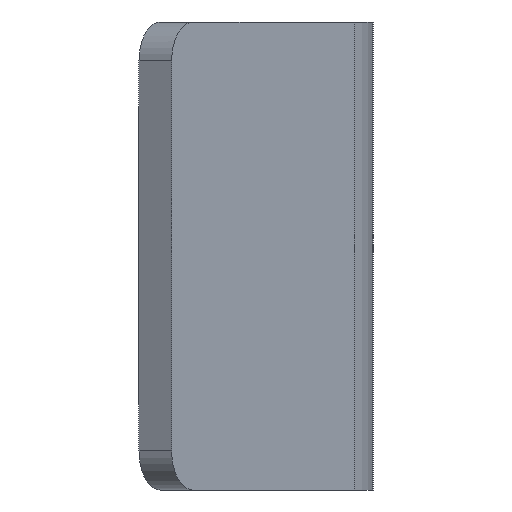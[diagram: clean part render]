
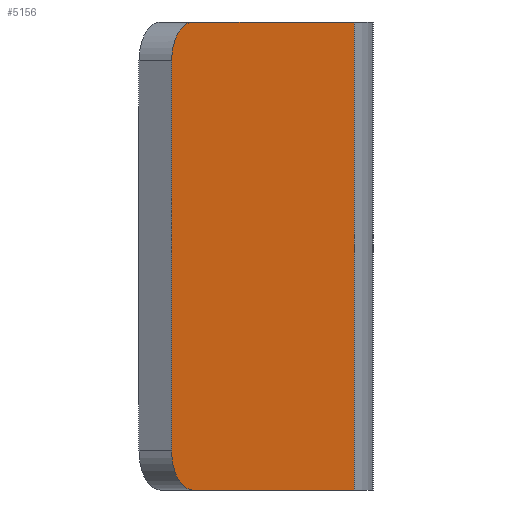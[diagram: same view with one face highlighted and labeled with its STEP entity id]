
A CAD part, left-side view. The second image highlights one B-rep face of the part: STEP entity #5156.
In plain terms, the highlighted planar face has unit normal (-0.545, -0.839, 0).
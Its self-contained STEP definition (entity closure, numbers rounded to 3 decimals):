
#129=DIRECTION('',(0.839,-0.545,0.));
#130=VECTOR('',#129,37.94);
#131=CARTESIAN_POINT('',(-345.807,23.083,-30.));
#132=LINE('',#131,#130);
#229=CARTESIAN_POINT('',(-345.807,23.083,25.));
#230=DIRECTION('',(-0.545,-0.839,0.));
#231=DIRECTION('',(0.,0.,1.));
#232=AXIS2_PLACEMENT_3D('',#229,#230,#231);
#234=DIRECTION('',(0.,0.,-1.));
#235=VECTOR('',#234,60.);
#236=CARTESIAN_POINT('',(-313.988,2.42,30.));
#237=LINE('',#236,#235);
#238=CARTESIAN_POINT('',(-345.807,23.083,-25.));
#239=DIRECTION('',(-0.545,-0.839,0.));
#240=DIRECTION('',(-0.839,0.545,0.));
#241=AXIS2_PLACEMENT_3D('',#238,#239,#240);
#243=DIRECTION('',(0.,0.,1.));
#244=VECTOR('',#243,50.);
#245=CARTESIAN_POINT('',(-350.,25.807,-25.));
#246=LINE('',#245,#244);
#285=DIRECTION('',(0.839,-0.545,0.));
#286=VECTOR('',#285,37.94);
#287=CARTESIAN_POINT('',(-345.807,23.083,30.));
#288=LINE('',#287,#286);
#4140=CARTESIAN_POINT('',(-313.988,2.42,-30.));
#4142=VERTEX_POINT('',#4140);
#4143=CARTESIAN_POINT('',(-313.988,2.42,30.));
#4144=VERTEX_POINT('',#4143);
#4187=CARTESIAN_POINT('',(-345.807,23.083,30.));
#4188=CARTESIAN_POINT('',(-350.,25.807,25.));
#4189=VERTEX_POINT('',#4187);
#4190=VERTEX_POINT('',#4188);
#4199=CARTESIAN_POINT('',(-350.,25.807,-25.));
#4200=VERTEX_POINT('',#4199);
#4201=CARTESIAN_POINT('',(-345.807,23.083,-30.));
#4202=VERTEX_POINT('',#4201);
#5140=CARTESIAN_POINT('',(-350.,25.807,-30.));
#5141=DIRECTION('',(-0.545,-0.839,0.));
#5142=DIRECTION('',(0.839,-0.545,0.));
#5143=AXIS2_PLACEMENT_3D('',#5140,#5141,#5142);
#5144=PLANE('',#5143);
#5145=ORIENTED_EDGE('',*,*,#5130,.F.);
#5147=ORIENTED_EDGE('',*,*,#5146,.T.);
#5149=ORIENTED_EDGE('',*,*,#5148,.T.);
#5150=ORIENTED_EDGE('',*,*,#5041,.F.);
#5151=ORIENTED_EDGE('',*,*,#5072,.F.);
#5153=ORIENTED_EDGE('',*,*,#5152,.T.);
#5154=EDGE_LOOP('',(#5145,#5147,#5149,#5150,#5151,#5153));
#5155=FACE_OUTER_BOUND('',#5154,.F.);
#5156=ADVANCED_FACE('',(#5155),#5144,.T.);
#233=CIRCLE('',#232,5.);
#242=CIRCLE('',#241,5.);
#5041=EDGE_CURVE('',#4202,#4142,#132,.T.);
#5072=EDGE_CURVE('',#4200,#4202,#242,.T.);
#5130=EDGE_CURVE('',#4189,#4190,#233,.T.);
#5146=EDGE_CURVE('',#4189,#4144,#288,.T.);
#5148=EDGE_CURVE('',#4144,#4142,#237,.T.);
#5152=EDGE_CURVE('',#4200,#4190,#246,.T.);
